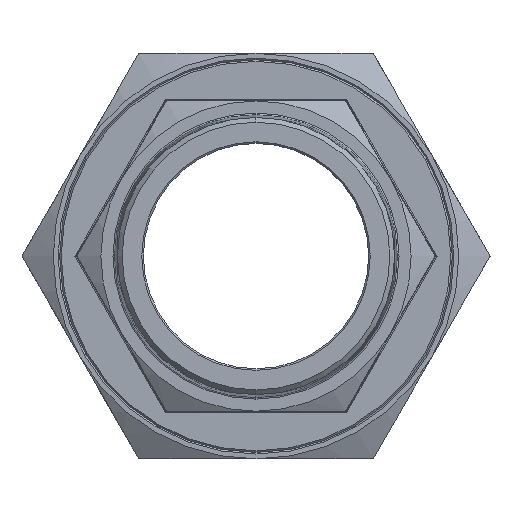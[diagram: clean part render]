
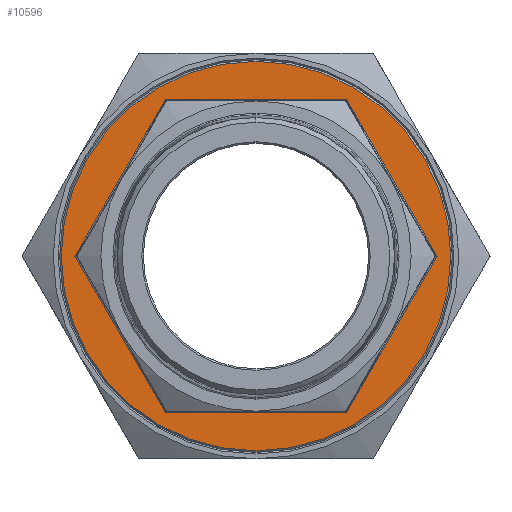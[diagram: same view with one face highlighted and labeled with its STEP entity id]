
A CAD part, left-side view. The second image highlights one B-rep face of the part: STEP entity #10596.
In plain terms, the highlighted planar face has unit normal (-1, 0, 0).
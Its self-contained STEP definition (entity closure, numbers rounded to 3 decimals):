
#108 = EDGE_CURVE ( 'NONE', #15472, #4221, #1304, .T. ) ;
#217 = EDGE_LOOP ( 'NONE', ( #14672, #12166 ) ) ;
#517 = LINE ( 'NONE', #6961, #14793 ) ;
#1017 = VERTEX_POINT ( 'NONE', #14210 ) ;
#1097 = LINE ( 'NONE', #11500, #8763 ) ;
#1211 = DIRECTION ( 'NONE',  ( -1., 0., 0. ) ) ;
#1304 = LINE ( 'NONE', #15662, #9368 ) ;
#1338 = CIRCLE ( 'NONE', #7787, 60.5 ) ;
#1341 = FACE_OUTER_BOUND ( 'NONE', #217, .T. ) ;
#1409 = ORIENTED_EDGE ( 'NONE', *, *, #108, .F. ) ;
#1700 = AXIS2_PLACEMENT_3D ( 'NONE', #11855, #7958, #15828 ) ;
#1836 = VERTEX_POINT ( 'NONE', #15966 ) ;
#2515 = DIRECTION ( 'NONE',  ( 0., 0., 1. ) ) ;
#3509 = CARTESIAN_POINT ( 'NONE',  ( -15.45, -28.117, 48.7 ) ) ;
#3592 = DIRECTION ( 'NONE',  ( 0., 0.5, -0.866 ) ) ;
#3710 = CARTESIAN_POINT ( 'NONE',  ( -15.45, 28.117, 48.7 ) ) ;
#4165 = EDGE_CURVE ( 'NONE', #8998, #11431, #10302, .T. ) ;
#4221 = VERTEX_POINT ( 'NONE', #7053 ) ;
#4918 = EDGE_CURVE ( 'NONE', #1836, #8998, #11502, .T. ) ;
#4950 = CARTESIAN_POINT ( 'NONE',  ( -15.45, -49.133, 12.3 ) ) ;
#5052 = ORIENTED_EDGE ( 'NONE', *, *, #4165, .F. ) ;
#5068 = VECTOR ( 'NONE', #7612, 1000. ) ;
#6228 = CARTESIAN_POINT ( 'NONE',  ( -15.45, 13.914, -48.7 ) ) ;
#6885 = DIRECTION ( 'NONE',  ( 0., 1., 0. ) ) ;
#6961 = CARTESIAN_POINT ( 'NONE',  ( -15.45, -35.218, -36.4 ) ) ;
#7053 = CARTESIAN_POINT ( 'NONE',  ( -15.45, 28.117, -48.7 ) ) ;
#7612 = DIRECTION ( 'NONE',  ( 0., 0.5, 0.866 ) ) ;
#7787 = AXIS2_PLACEMENT_3D ( 'NONE', #9137, #1211, #2515 ) ;
#7805 = CARTESIAN_POINT ( 'NONE',  ( -15.45, 0., 0. ) ) ;
#7890 = EDGE_LOOP ( 'NONE', ( #1409, #9522, #5052, #14766, #9838, #11001 ) ) ;
#7958 = DIRECTION ( 'NONE',  ( 1., 0., 0. ) ) ;
#8735 = CARTESIAN_POINT ( 'NONE',  ( -15.45, 0., 60.5 ) ) ;
#8763 = VECTOR ( 'NONE', #3592, 1000. ) ;
#8819 = FACE_BOUND ( 'NONE', #7890, .T. ) ;
#8998 = VERTEX_POINT ( 'NONE', #3509 ) ;
#9135 = DIRECTION ( 'NONE',  ( 0., 0., 1. ) ) ;
#9137 = CARTESIAN_POINT ( 'NONE',  ( -15.45, 0., 0. ) ) ;
#9368 = VECTOR ( 'NONE', #12955, 1000. ) ;
#9522 = ORIENTED_EDGE ( 'NONE', *, *, #13944, .F. ) ;
#9681 = EDGE_CURVE ( 'NONE', #1017, #17032, #16504, .T. ) ;
#9838 = ORIENTED_EDGE ( 'NONE', *, *, #10892, .F. ) ;
#10302 = LINE ( 'NONE', #13476, #15679 ) ;
#10596 = ADVANCED_FACE ( 'NONE', ( #1341, #8819 ), #13331, .F. ) ;
#10892 = EDGE_CURVE ( 'NONE', #14470, #1836, #517, .T. ) ;
#11001 = ORIENTED_EDGE ( 'NONE', *, *, #14302, .F. ) ;
#11419 = LINE ( 'NONE', #6228, #11840 ) ;
#11431 = VERTEX_POINT ( 'NONE', #3710 ) ;
#11500 = CARTESIAN_POINT ( 'NONE',  ( -15.45, 35.218, 36.4 ) ) ;
#11502 = LINE ( 'NONE', #4950, #5068 ) ;
#11840 = VECTOR ( 'NONE', #14154, 1000. ) ;
#11855 = CARTESIAN_POINT ( 'NONE',  ( -15.45, 0., 0. ) ) ;
#11860 = CARTESIAN_POINT ( 'NONE',  ( -15.45, -28.117, -48.7 ) ) ;
#12166 = ORIENTED_EDGE ( 'NONE', *, *, #9681, .T. ) ;
#12911 = AXIS2_PLACEMENT_3D ( 'NONE', #7805, #17060, #9135 ) ;
#12955 = DIRECTION ( 'NONE',  ( 0., -0.5, -0.866 ) ) ;
#13331 = PLANE ( 'NONE',  #1700 ) ;
#13434 = DIRECTION ( 'NONE',  ( 0., -0.5, 0.866 ) ) ;
#13476 = CARTESIAN_POINT ( 'NONE',  ( -15.45, -13.914, 48.7 ) ) ;
#13944 = EDGE_CURVE ( 'NONE', #11431, #15472, #1097, .T. ) ;
#14142 = CARTESIAN_POINT ( 'NONE',  ( -15.45, 56.234, 0. ) ) ;
#14154 = DIRECTION ( 'NONE',  ( 0., -1., 0. ) ) ;
#14210 = CARTESIAN_POINT ( 'NONE',  ( -15.45, 0., -60.5 ) ) ;
#14302 = EDGE_CURVE ( 'NONE', #4221, #14470, #11419, .T. ) ;
#14470 = VERTEX_POINT ( 'NONE', #11860 ) ;
#14672 = ORIENTED_EDGE ( 'NONE', *, *, #17116, .T. ) ;
#14766 = ORIENTED_EDGE ( 'NONE', *, *, #4918, .F. ) ;
#14793 = VECTOR ( 'NONE', #13434, 1000. ) ;
#15472 = VERTEX_POINT ( 'NONE', #14142 ) ;
#15662 = CARTESIAN_POINT ( 'NONE',  ( -15.45, 49.133, -12.3 ) ) ;
#15679 = VECTOR ( 'NONE', #6885, 1000. ) ;
#15828 = DIRECTION ( 'NONE',  ( 0., 1., 0. ) ) ;
#15966 = CARTESIAN_POINT ( 'NONE',  ( -15.45, -56.234, 0. ) ) ;
#16504 = CIRCLE ( 'NONE', #12911, 60.5 ) ;
#17032 = VERTEX_POINT ( 'NONE', #8735 ) ;
#17060 = DIRECTION ( 'NONE',  ( -1., 0., 0. ) ) ;
#17116 = EDGE_CURVE ( 'NONE', #17032, #1017, #1338, .T. ) ;
